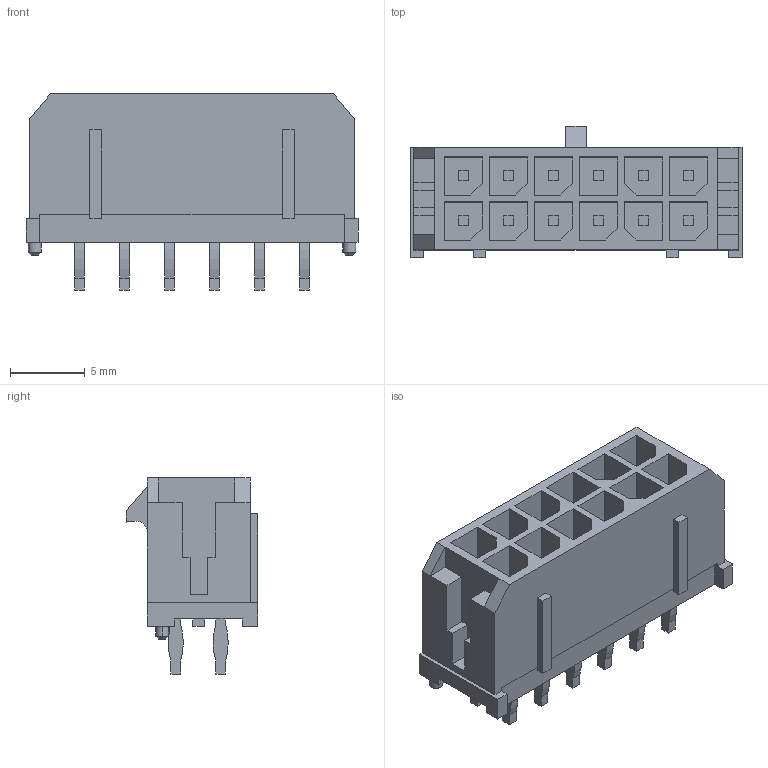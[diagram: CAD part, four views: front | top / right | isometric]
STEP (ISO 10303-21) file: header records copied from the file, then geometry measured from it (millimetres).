
FILE_DESCRIPTION((''),'2;1');
FILE_NAME('449141201','2016-02-26T',('ME'),(''),'PRO/ENGINEER BY PARAMETRIC TECHNOLOGY CORPORATION, 2012310','PRO/ENGINEER BY PARAMETRIC TECHNOLOGY CORPORATION, 2012310','');
FILE_SCHEMA(('CONFIG_CONTROL_DESIGN'));
Length unit declared in the file: millimetre
Products named in the file (1): 449141201
Bounding box: 22.15 x 8.77 x 13.09 mm (x, y, z)
Volume: 907.5 mm3; surface area: 1906.4 mm2
Topology: 13 solids, 13 shells, 336 faces, 889 edges, 603 vertices
Faces by surface type: plane 303, cylinder 29, cone 4
Entity records: 10228 total; most frequent: CARTESIAN_POINT 1790, ORIENTED_EDGE 1704, DIRECTION 1653, EDGE_CURVE 852, VECTOR 799, LINE 799, VERTEX_POINT 564, AXIS2_PLACEMENT_3D 427
